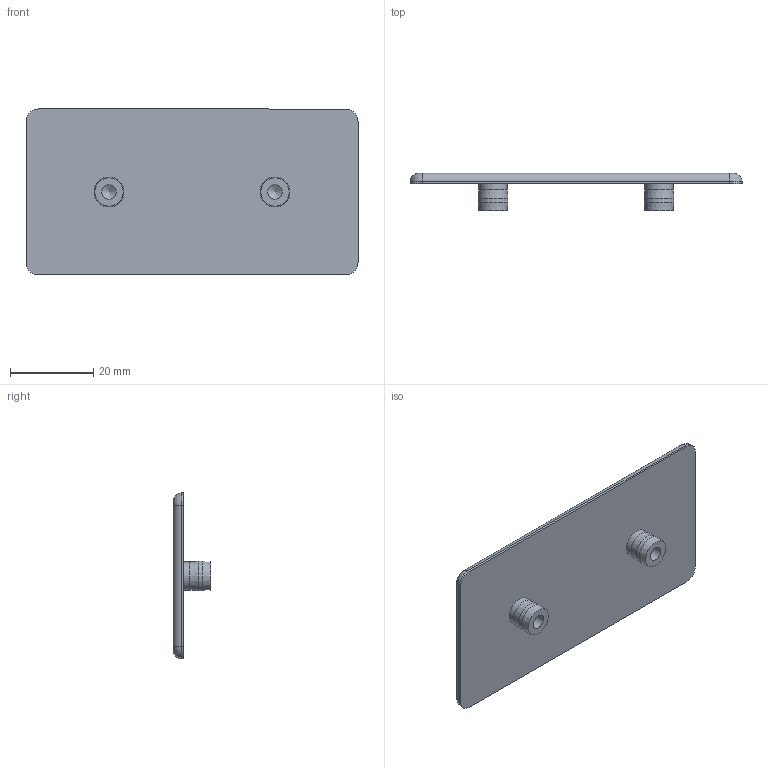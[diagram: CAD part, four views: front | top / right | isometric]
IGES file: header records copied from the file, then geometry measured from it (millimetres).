
Global section: file name: 224080.stp.ipt; native system: Autodesk Inventor 2014; preprocessor: unknown; author: zeman; date: 20151020.095818; units: millimetre
Bounding box: 80 x 9 x 40 mm (x, y, z)
Volume: 8181.1 mm3; surface area: 7168 mm2
Topology: 1 solids, 1 shells, 32 faces, 72 edges, 44 vertices
Faces by surface type: cylinder 12, plane 8, revolution 6, cone 4, bspline 2
Full cylindrical faces by diameter (mm): 6.85 x2, 7.2 x2
